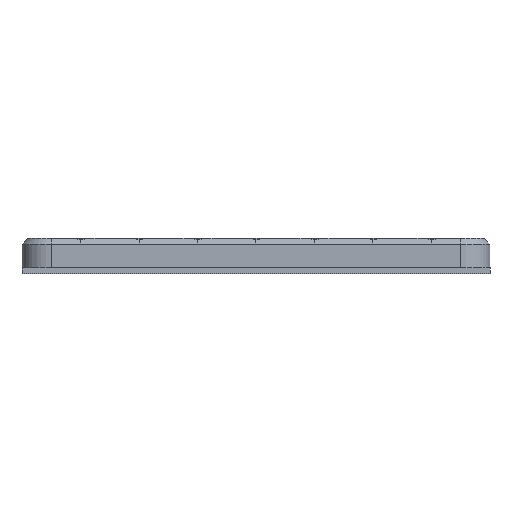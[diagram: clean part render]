
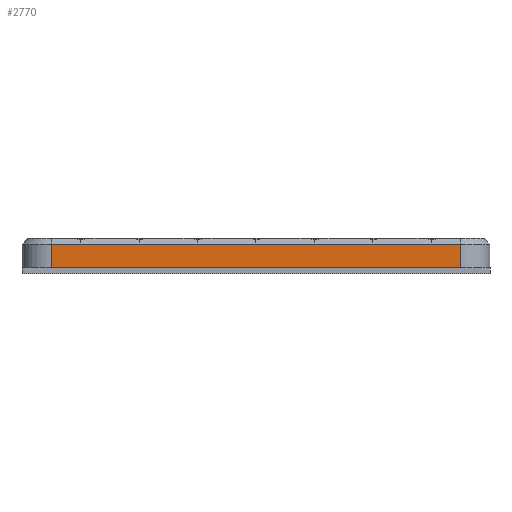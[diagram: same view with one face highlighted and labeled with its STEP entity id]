
A CAD part, left-side view. The second image highlights one B-rep face of the part: STEP entity #2770.
In plain terms, the highlighted planar face has unit normal (-1, 0, 0).
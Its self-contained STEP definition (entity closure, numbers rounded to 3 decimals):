
#263 = DIRECTION ( 'NONE',  ( 0., -1., 0. ) ) ;
#411 = CARTESIAN_POINT ( 'NONE',  ( -65.5, -86.5, 4. ) ) ;
#454 = VERTEX_POINT ( 'NONE', #1870 ) ;
#519 = PLANE ( 'NONE',  #1299 ) ;
#622 = CARTESIAN_POINT ( 'NONE',  ( -65.5, -86.5, 5. ) ) ;
#735 = EDGE_CURVE ( 'NONE', #2707, #3062, #1259, .T. ) ;
#774 = DIRECTION ( 'NONE',  ( 0., 0., -1. ) ) ;
#937 = CARTESIAN_POINT ( 'NONE',  ( -65.5, -16.5, 4. ) ) ;
#954 = EDGE_CURVE ( 'NONE', #454, #2707, #1989, .T. ) ;
#1096 = ORIENTED_EDGE ( 'NONE', *, *, #954, .T. ) ;
#1259 = LINE ( 'NONE', #2399, #2503 ) ;
#1299 = AXIS2_PLACEMENT_3D ( 'NONE', #2734, #2757, #774 ) ;
#1378 = FACE_OUTER_BOUND ( 'NONE', #1878, .T. ) ;
#1409 = ORIENTED_EDGE ( 'NONE', *, *, #2452, .T. ) ;
#1533 = VERTEX_POINT ( 'NONE', #2404 ) ;
#1572 = DIRECTION ( 'NONE',  ( 0., 0., -1. ) ) ;
#1600 = VECTOR ( 'NONE', #1572, 1000. ) ;
#1703 = ORIENTED_EDGE ( 'NONE', *, *, #735, .T. ) ;
#1870 = CARTESIAN_POINT ( 'NONE',  ( -65.5, -86.5, 0. ) ) ;
#1878 = EDGE_LOOP ( 'NONE', ( #1096, #1703, #2232, #1409 ) ) ;
#1917 = VECTOR ( 'NONE', #3155, 1000. ) ;
#1989 = LINE ( 'NONE', #622, #1917 ) ;
#2232 = ORIENTED_EDGE ( 'NONE', *, *, #2655, .T. ) ;
#2345 = CARTESIAN_POINT ( 'NONE',  ( -65.5, -16.5, 5. ) ) ;
#2362 = LINE ( 'NONE', #2345, #1600 ) ;
#2399 = CARTESIAN_POINT ( 'NONE',  ( -65.5, -91.5, 4. ) ) ;
#2404 = CARTESIAN_POINT ( 'NONE',  ( -65.5, -16.5, 0. ) ) ;
#2452 = EDGE_CURVE ( 'NONE', #1533, #454, #3371, .T. ) ;
#2461 = CARTESIAN_POINT ( 'NONE',  ( -65.5, -91.5, 0. ) ) ;
#2503 = VECTOR ( 'NONE', #3530, 1000. ) ;
#2655 = EDGE_CURVE ( 'NONE', #3062, #1533, #2362, .T. ) ;
#2707 = VERTEX_POINT ( 'NONE', #411 ) ;
#2734 = CARTESIAN_POINT ( 'NONE',  ( -65.5, -91.5, 5. ) ) ;
#2757 = DIRECTION ( 'NONE',  ( 1., 0., 0. ) ) ;
#2770 = ADVANCED_FACE ( 'NONE', ( #1378 ), #519, .F. ) ;
#3062 = VERTEX_POINT ( 'NONE', #937 ) ;
#3155 = DIRECTION ( 'NONE',  ( 0., 0., 1. ) ) ;
#3324 = VECTOR ( 'NONE', #263, 1000. ) ;
#3371 = LINE ( 'NONE', #2461, #3324 ) ;
#3530 = DIRECTION ( 'NONE',  ( 0., 1., 0. ) ) ;
